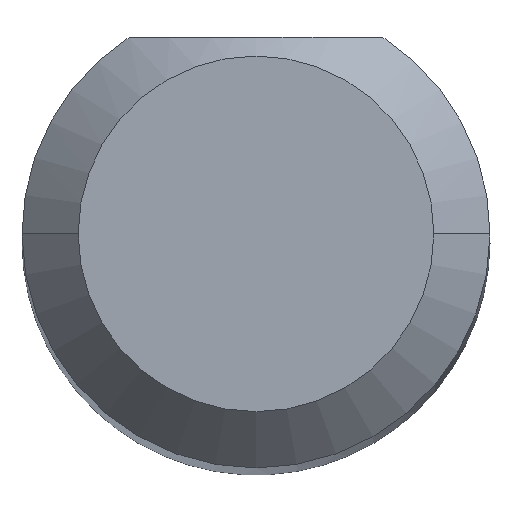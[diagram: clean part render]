
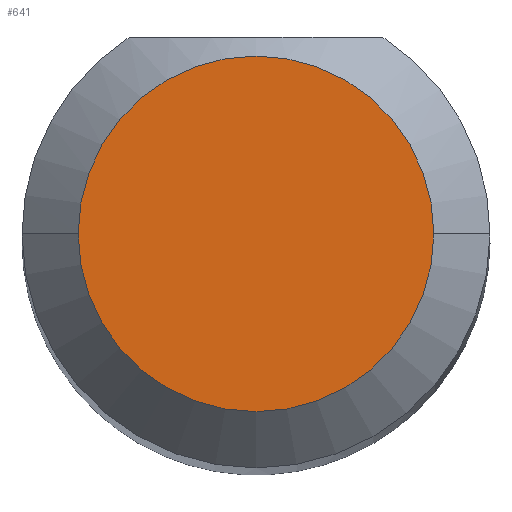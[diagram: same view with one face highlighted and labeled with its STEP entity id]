
A CAD part, top view. The second image highlights one B-rep face of the part: STEP entity #641.
In plain terms, the highlighted planar face has unit normal (0, 0, 1).
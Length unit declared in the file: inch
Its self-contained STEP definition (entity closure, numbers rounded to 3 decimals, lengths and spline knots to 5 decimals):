
#12 = FACE_OUTER_BOUND ( 'NONE', #76, .T. ) ;
#24 = AXIS2_PLACEMENT_3D ( 'NONE', #253, #609, #91 ) ;
#38 = VERTEX_POINT ( 'NONE', #299 ) ;
#76 = EDGE_LOOP ( 'NONE', ( #170, #551 ) ) ;
#91 = DIRECTION ( 'NONE',  ( 1., 0., 0. ) ) ;
#170 = ORIENTED_EDGE ( 'NONE', *, *, #176, .T. ) ;
#176 = EDGE_CURVE ( 'NONE', #262, #38, #539, .T. ) ;
#207 = CARTESIAN_POINT ( 'NONE',  ( 0., 0., 1.5 ) ) ;
#222 = DIRECTION ( 'NONE',  ( 1., 0., 0. ) ) ;
#251 = CARTESIAN_POINT ( 'NONE',  ( -0.0475, 0., 1.5 ) ) ;
#253 = CARTESIAN_POINT ( 'NONE',  ( 0., 0., 1.5 ) ) ;
#262 = VERTEX_POINT ( 'NONE', #251 ) ;
#293 = DIRECTION ( 'NONE',  ( 0., 0., 1. ) ) ;
#299 = CARTESIAN_POINT ( 'NONE',  ( 0.0475, 0., 1.5 ) ) ;
#322 = PLANE ( 'NONE',  #386 ) ;
#374 = DIRECTION ( 'NONE',  ( 1., 0., 0. ) ) ;
#378 = CARTESIAN_POINT ( 'NONE',  ( 0., 0., 1.5 ) ) ;
#386 = AXIS2_PLACEMENT_3D ( 'NONE', #207, #572, #374 ) ;
#428 = CIRCLE ( 'NONE', #24, 0.0475 ) ;
#443 = EDGE_CURVE ( 'NONE', #38, #262, #428, .T. ) ;
#539 = CIRCLE ( 'NONE', #655, 0.0475 ) ;
#551 = ORIENTED_EDGE ( 'NONE', *, *, #443, .T. ) ;
#572 = DIRECTION ( 'NONE',  ( 0., 0., 1. ) ) ;
#609 = DIRECTION ( 'NONE',  ( 0., 0., 1. ) ) ;
#641 = ADVANCED_FACE ( 'NONE', ( #12 ), #322, .T. ) ;
#655 = AXIS2_PLACEMENT_3D ( 'NONE', #378, #293, #222 ) ;
